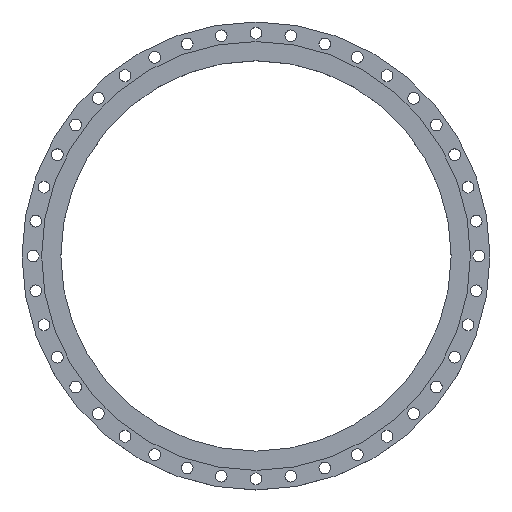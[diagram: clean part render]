
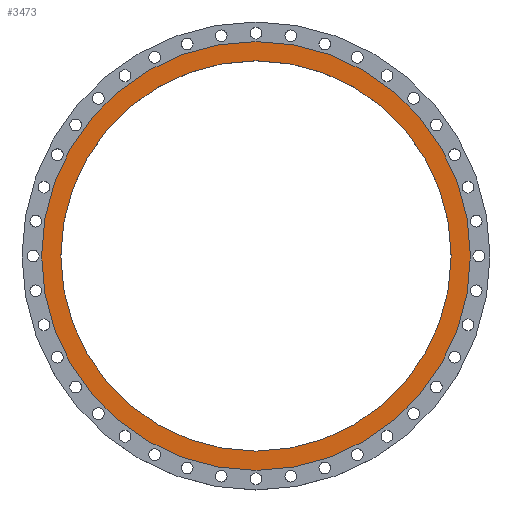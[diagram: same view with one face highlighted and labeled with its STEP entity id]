
A CAD part, top view. The second image highlights one B-rep face of the part: STEP entity #3473.
In plain terms, the highlighted planar face has unit normal (0, 0, 1).
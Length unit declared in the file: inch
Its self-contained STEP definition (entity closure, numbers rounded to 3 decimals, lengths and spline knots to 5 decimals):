
#5 = DIRECTION ( 'NONE',  ( 0., 0., 1. ) ) ;
#264 = CARTESIAN_POINT ( 'NONE',  ( -16.5, 0., 0. ) ) ;
#298 = CIRCLE ( 'NONE', #2269, 18.125 ) ;
#324 = ORIENTED_EDGE ( 'NONE', *, *, #1435, .T. ) ;
#570 = CARTESIAN_POINT ( 'NONE',  ( 18.125, 0., 0. ) ) ;
#634 = AXIS2_PLACEMENT_3D ( 'NONE', #880, #1708, #1199 ) ;
#779 = DIRECTION ( 'NONE',  ( -1., 0., 0. ) ) ;
#787 = VERTEX_POINT ( 'NONE', #3465 ) ;
#816 = CIRCLE ( 'NONE', #1277, 16.5 ) ;
#875 = VERTEX_POINT ( 'NONE', #264 ) ;
#880 = CARTESIAN_POINT ( 'NONE',  ( 0., 0., 0. ) ) ;
#922 = EDGE_CURVE ( 'NONE', #875, #787, #2383, .T. ) ;
#980 = CIRCLE ( 'NONE', #634, 18.125 ) ;
#1047 = DIRECTION ( 'NONE',  ( 0., 0., -1. ) ) ;
#1072 = ORIENTED_EDGE ( 'NONE', *, *, #3060, .F. ) ;
#1139 = EDGE_CURVE ( 'NONE', #3161, #3199, #980, .T. ) ;
#1199 = DIRECTION ( 'NONE',  ( 1., 0., 0. ) ) ;
#1265 = FACE_BOUND ( 'NONE', #3104, .T. ) ;
#1277 = AXIS2_PLACEMENT_3D ( 'NONE', #3179, #5, #2684 ) ;
#1435 = EDGE_CURVE ( 'NONE', #3199, #3161, #298, .T. ) ;
#1457 = EDGE_LOOP ( 'NONE', ( #324, #1469 ) ) ;
#1469 = ORIENTED_EDGE ( 'NONE', *, *, #1139, .T. ) ;
#1682 = ORIENTED_EDGE ( 'NONE', *, *, #922, .F. ) ;
#1708 = DIRECTION ( 'NONE',  ( 0., 0., 1. ) ) ;
#1771 = AXIS2_PLACEMENT_3D ( 'NONE', #1898, #2979, #2467 ) ;
#1805 = FACE_OUTER_BOUND ( 'NONE', #1457, .T. ) ;
#1859 = AXIS2_PLACEMENT_3D ( 'NONE', #2315, #1047, #779 ) ;
#1898 = CARTESIAN_POINT ( 'NONE',  ( 0., 0., 0. ) ) ;
#1931 = CARTESIAN_POINT ( 'NONE',  ( -18.125, 0., 0. ) ) ;
#1986 = CARTESIAN_POINT ( 'NONE',  ( 0., 0., 0. ) ) ;
#2239 = DIRECTION ( 'NONE',  ( 1., 0., 0. ) ) ;
#2269 = AXIS2_PLACEMENT_3D ( 'NONE', #1986, #3061, #2239 ) ;
#2315 = CARTESIAN_POINT ( 'NONE',  ( 0., 16.5, 0. ) ) ;
#2383 = CIRCLE ( 'NONE', #1771, 16.5 ) ;
#2467 = DIRECTION ( 'NONE',  ( 1., 0., 0. ) ) ;
#2684 = DIRECTION ( 'NONE',  ( 1., 0., 0. ) ) ;
#2979 = DIRECTION ( 'NONE',  ( 0., 0., 1. ) ) ;
#3060 = EDGE_CURVE ( 'NONE', #787, #875, #816, .T. ) ;
#3061 = DIRECTION ( 'NONE',  ( 0., 0., 1. ) ) ;
#3104 = EDGE_LOOP ( 'NONE', ( #1072, #1682 ) ) ;
#3161 = VERTEX_POINT ( 'NONE', #1931 ) ;
#3179 = CARTESIAN_POINT ( 'NONE',  ( 0., 0., 0. ) ) ;
#3192 = PLANE ( 'NONE',  #1859 ) ;
#3199 = VERTEX_POINT ( 'NONE', #570 ) ;
#3465 = CARTESIAN_POINT ( 'NONE',  ( 16.5, 0., 0. ) ) ;
#3473 = ADVANCED_FACE ( 'NONE', ( #1265, #1805 ), #3192, .F. ) ;
